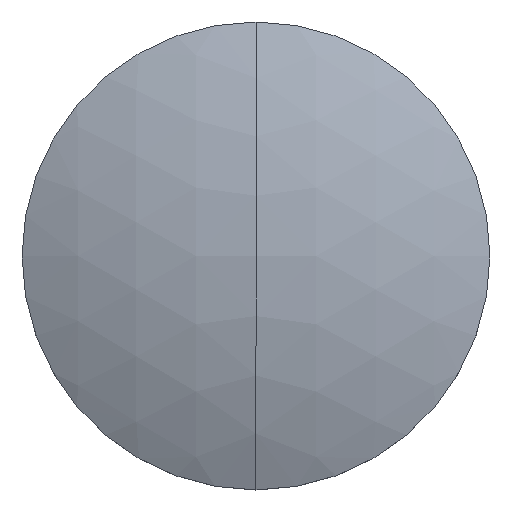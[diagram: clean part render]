
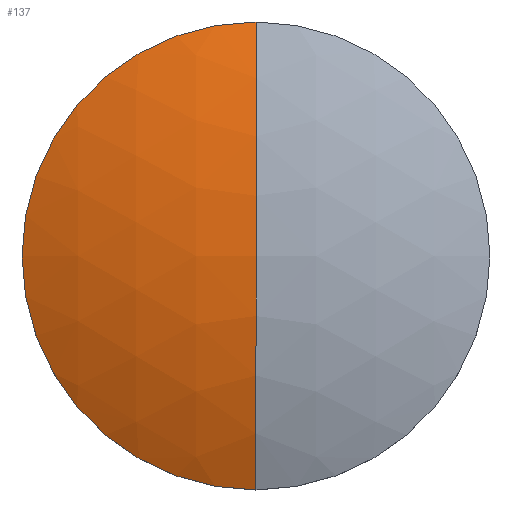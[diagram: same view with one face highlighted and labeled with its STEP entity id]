
A CAD part, top view. The second image highlights one B-rep face of the part: STEP entity #137.
In plain terms, the highlighted spherical face has radius 30.9 mm.
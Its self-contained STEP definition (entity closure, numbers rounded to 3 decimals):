
#47 = EDGE_LOOP ( 'NONE', ( #48, #136, #134, #130 ) ) ;
#48 = ORIENTED_EDGE ( 'NONE', *, *, #115, .T. ) ;
#51 = VERTEX_POINT ( 'NONE', #68 ) ;
#68 = CARTESIAN_POINT ( 'NONE',  ( 0., -12.7, -0.366 ) ) ;
#90 = VERTEX_POINT ( 'NONE', #179 ) ;
#115 = EDGE_CURVE ( 'NONE', #116, #90, #178, .T. ) ;
#116 = VERTEX_POINT ( 'NONE', #173 ) ;
#130 = ORIENTED_EDGE ( 'NONE', *, *, #131, .F. ) ;
#131 = EDGE_CURVE ( 'NONE', #116, #133, #243, .T. ) ;
#132 = EDGE_CURVE ( 'NONE', #51, #133, #261, .T. ) ;
#133 = VERTEX_POINT ( 'NONE', #257 ) ;
#134 = ORIENTED_EDGE ( 'NONE', *, *, #132, .T. ) ;
#135 = EDGE_CURVE ( 'NONE', #90, #51, #221, .T. ) ;
#136 = ORIENTED_EDGE ( 'NONE', *, *, #135, .T. ) ;
#137 = ADVANCED_FACE ( 'NONE', ( #222 ), #200, .T. ) ;
#173 = CARTESIAN_POINT ( 'NONE',  ( 0., 12.7, -0.366 ) ) ;
#174 = DIRECTION ( 'NONE',  ( 1., 0., 0. ) ) ;
#175 = DIRECTION ( 'NONE',  ( 0., 0., 1. ) ) ;
#176 = CARTESIAN_POINT ( 'NONE',  ( 0., 0., -0.366 ) ) ;
#177 = AXIS2_PLACEMENT_3D ( 'NONE', #176, #175, #174 ) ;
#178 = CIRCLE ( 'NONE', #177, 12.7 ) ;
#179 = CARTESIAN_POINT ( 'NONE',  ( -12.7, 0., -0.366 ) ) ;
#191 = DIRECTION ( 'NONE',  ( 0., 1., 0. ) ) ;
#192 = DIRECTION ( 'NONE',  ( -1., 0., 0. ) ) ;
#195 = DIRECTION ( 'NONE',  ( 0., 0., -1. ) ) ;
#196 = DIRECTION ( 'NONE',  ( 1., 0., 0. ) ) ;
#197 = CARTESIAN_POINT ( 'NONE',  ( 0., 0., -28.535 ) ) ;
#198 = CARTESIAN_POINT ( 'NONE',  ( 0., 0., -28.535 ) ) ;
#199 = AXIS2_PLACEMENT_3D ( 'NONE', #198, #192, #191 ) ;
#200 = SPHERICAL_SURFACE ( 'NONE', #199, 30.9 ) ;
#211 = CARTESIAN_POINT ( 'NONE',  ( 0., 0., -28.535 ) ) ;
#212 = AXIS2_PLACEMENT_3D ( 'NONE', #197, #196, #195 ) ;
#218 = DIRECTION ( 'NONE',  ( 0., 0., 1. ) ) ;
#219 = CARTESIAN_POINT ( 'NONE',  ( 0., 0., -0.366 ) ) ;
#220 = AXIS2_PLACEMENT_3D ( 'NONE', #219, #218, #255 ) ;
#221 = CIRCLE ( 'NONE', #220, 12.7 ) ;
#222 = FACE_OUTER_BOUND ( 'NONE', #47, .T. ) ;
#243 = CIRCLE ( 'NONE', #212, 30.9 ) ;
#255 = DIRECTION ( 'NONE',  ( 1., 0., 0. ) ) ;
#257 = CARTESIAN_POINT ( 'NONE',  ( 0., 0., 2.365 ) ) ;
#258 = DIRECTION ( 'NONE',  ( 0., -1., 0. ) ) ;
#259 = DIRECTION ( 'NONE',  ( -1., 0., 0. ) ) ;
#260 = AXIS2_PLACEMENT_3D ( 'NONE', #211, #259, #258 ) ;
#261 = CIRCLE ( 'NONE', #260, 30.9 ) ;
